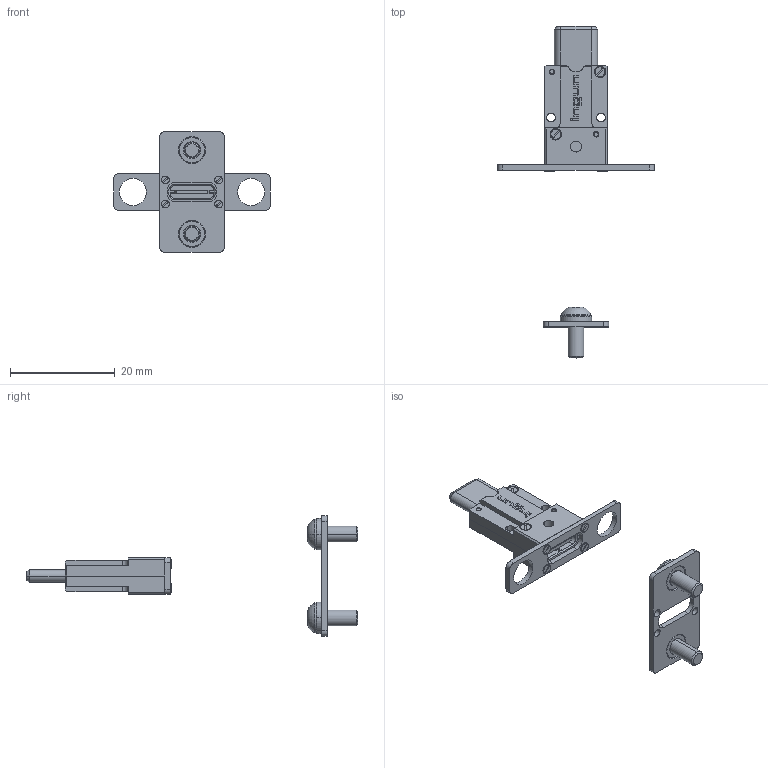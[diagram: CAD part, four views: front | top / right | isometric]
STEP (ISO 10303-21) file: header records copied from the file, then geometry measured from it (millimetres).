
FILE_DESCRIPTION (( 'STEP AP214' ), '1' );
FILE_NAME ('INGUN_116066.STEP', '2025-07-16T14:01:14', ( '' ), ( '' ), 'SwSTEP 2.0', 'SolidWorks 2023', '' );
FILE_SCHEMA (( 'AUTOMOTIVE_DESIGN' ));
Length unit declared in the file: millimetre
Products named in the file (1): INGUN_116066
Bounding box: 30 x 63.45 x 23 mm (x, y, z)
Volume: 1868.4 mm3; surface area: 2919.4 mm2
Topology: 11 solids, 11 shells, 692 faces, 1842 edges, 1194 vertices
Faces by surface type: plane 418, cylinder 178, cone 66, bspline 22, torus 8
Entity records: 28799 total; most frequent: CARTESIAN_POINT 4457, ORIENTED_EDGE 3668, DIRECTION 3542, EDGE_CURVE 1834, VERTEX_POINT 1194, VECTOR 1188, LINE 1188, AXIS2_PLACEMENT_3D 1177
